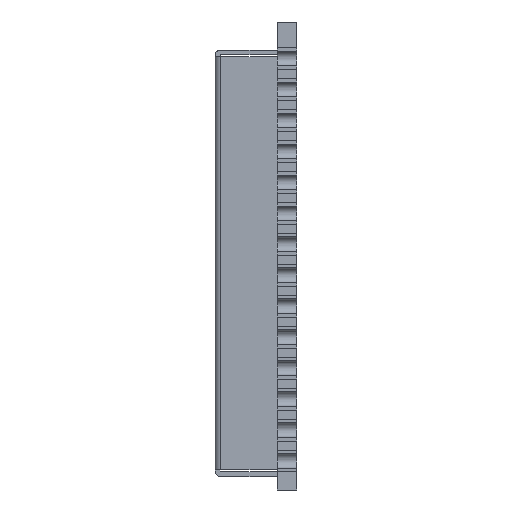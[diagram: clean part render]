
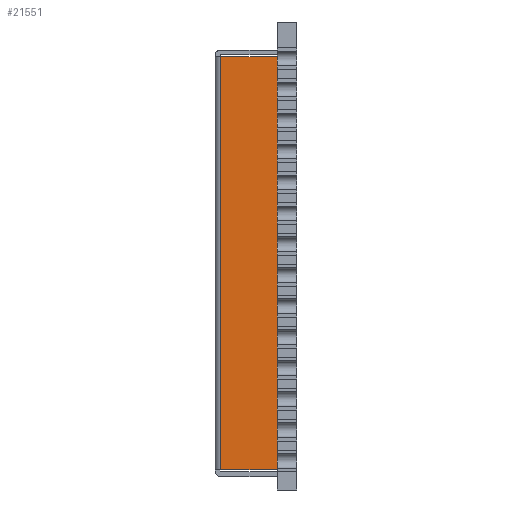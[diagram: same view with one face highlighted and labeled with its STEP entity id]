
A CAD part, left-side view. The second image highlights one B-rep face of the part: STEP entity #21551.
In plain terms, the highlighted planar face has unit normal (-1, 0, 0).
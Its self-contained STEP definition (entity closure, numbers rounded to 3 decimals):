
#531 = EDGE_CURVE ( 'NONE', #17510, #20993, #11299, .T. ) ;
#1016 = CARTESIAN_POINT ( 'NONE',  ( -7.83, 0.8, 8.175 ) ) ;
#1848 = VERTEX_POINT ( 'NONE', #8621 ) ;
#1911 = CARTESIAN_POINT ( 'NONE',  ( -7.83, 30.177, -9.05 ) ) ;
#2903 = CARTESIAN_POINT ( 'NONE',  ( -7.83, 30.177, -8.775 ) ) ;
#3090 = DIRECTION ( 'NONE',  ( 0., 0., -1. ) ) ;
#3585 = EDGE_LOOP ( 'NONE', ( #10797, #21680, #4521, #4526 ) ) ;
#4362 = EDGE_CURVE ( 'NONE', #20993, #1848, #13683, .T. ) ;
#4402 = CARTESIAN_POINT ( 'NONE',  ( -7.83, 30.177, 8.175 ) ) ;
#4427 = LINE ( 'NONE', #11548, #10364 ) ;
#4521 = ORIENTED_EDGE ( 'NONE', *, *, #531, .T. ) ;
#4526 = ORIENTED_EDGE ( 'NONE', *, *, #4362, .T. ) ;
#4960 = VECTOR ( 'NONE', #8170, 1000. ) ;
#5229 = EDGE_CURVE ( 'NONE', #1848, #6836, #10018, .T. ) ;
#6836 = VERTEX_POINT ( 'NONE', #13371 ) ;
#7137 = FACE_OUTER_BOUND ( 'NONE', #3585, .T. ) ;
#7265 = DIRECTION ( 'NONE',  ( 0., 0., -1. ) ) ;
#8170 = DIRECTION ( 'NONE',  ( 0., -1., 0. ) ) ;
#8621 = CARTESIAN_POINT ( 'NONE',  ( -7.83, 3.125, -8.775 ) ) ;
#10018 = LINE ( 'NONE', #2903, #4960 ) ;
#10364 = VECTOR ( 'NONE', #11786, 1000. ) ;
#10797 = ORIENTED_EDGE ( 'NONE', *, *, #5229, .T. ) ;
#11299 = LINE ( 'NONE', #4402, #16480 ) ;
#11548 = CARTESIAN_POINT ( 'NONE',  ( -7.83, 0.8, -9.05 ) ) ;
#11786 = DIRECTION ( 'NONE',  ( 0., 0., 1. ) ) ;
#11969 = EDGE_CURVE ( 'NONE', #6836, #17510, #4427, .T. ) ;
#12299 = CARTESIAN_POINT ( 'NONE',  ( -7.83, 3.125, 8.175 ) ) ;
#12503 = PLANE ( 'NONE',  #16604 ) ;
#13371 = CARTESIAN_POINT ( 'NONE',  ( -7.83, 0.8, -8.775 ) ) ;
#13683 = LINE ( 'NONE', #15995, #13802 ) ;
#13802 = VECTOR ( 'NONE', #3090, 1000. ) ;
#14232 = DIRECTION ( 'NONE',  ( 1., 0., 0. ) ) ;
#15252 = DIRECTION ( 'NONE',  ( 0., 1., 0. ) ) ;
#15995 = CARTESIAN_POINT ( 'NONE',  ( -7.83, 3.125, -8.775 ) ) ;
#16480 = VECTOR ( 'NONE', #15252, 1000. ) ;
#16604 = AXIS2_PLACEMENT_3D ( 'NONE', #1911, #14232, #7265 ) ;
#17510 = VERTEX_POINT ( 'NONE', #1016 ) ;
#20993 = VERTEX_POINT ( 'NONE', #12299 ) ;
#21551 = ADVANCED_FACE ( 'NONE', ( #7137 ), #12503, .F. ) ;
#21680 = ORIENTED_EDGE ( 'NONE', *, *, #11969, .T. ) ;
